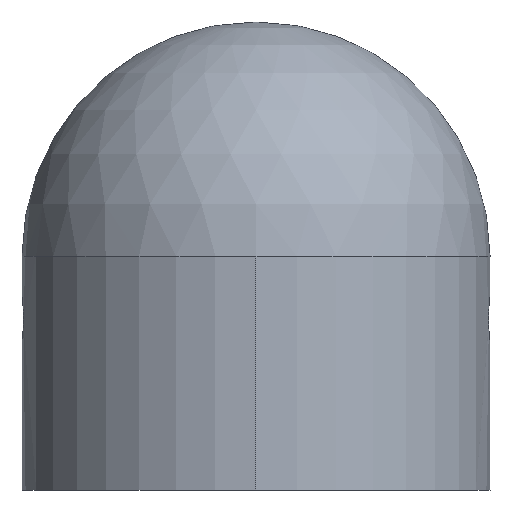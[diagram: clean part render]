
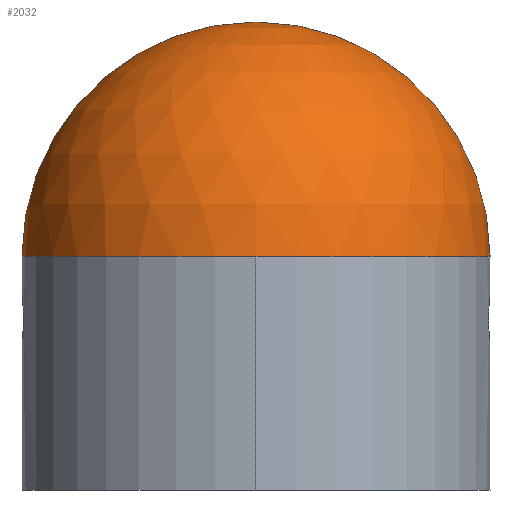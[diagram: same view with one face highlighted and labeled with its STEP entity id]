
A CAD part, left-side view. The second image highlights one B-rep face of the part: STEP entity #2032.
In plain terms, the highlighted spherical face has radius 15 mm.
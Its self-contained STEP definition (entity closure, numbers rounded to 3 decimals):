
#614=CARTESIAN_POINT('',(0.,-0.,30.));
#615=VERTEX_POINT('',#614);
#623=CARTESIAN_POINT('',(0.,15.,15.));
#624=VERTEX_POINT('',#623);
#632=CARTESIAN_POINT('',(0.,0.,15.));
#633=DIRECTION('',(-1.,0.,0.));
#634=DIRECTION('',(0.,0.,1.));
#635=AXIS2_PLACEMENT_3D('',#632,#633,#634);
#636=CIRCLE('',#635,15.);
#637=EDGE_CURVE('',#615,#624,#636,.T.);
#1781=CARTESIAN_POINT('',(-15.,-0.,15.));
#1782=VERTEX_POINT('',#1781);
#1789=CARTESIAN_POINT('',(0.,0.,15.));
#1790=DIRECTION('',(0.,0.,-1.));
#1791=DIRECTION('',(-1.,0.,0.));
#1792=AXIS2_PLACEMENT_3D('',#1789,#1790,#1791);
#1793=CIRCLE('',#1792,15.);
#1794=EDGE_CURVE('',#1782,#624,#1793,.T.);
#2007=CARTESIAN_POINT('',(0.,0.,15.));
#2008=DIRECTION('',(0.,0.,1.));
#2009=DIRECTION('',(1.,0.,-0.));
#2010=AXIS2_PLACEMENT_3D('',#2007,#2008,#2009);
#2011=SPHERICAL_SURFACE('',#2010,15.);
#2012=CARTESIAN_POINT('',(0.,-15.,15.));
#2013=VERTEX_POINT('',#2012);
#2014=CARTESIAN_POINT('',(0.,0.,15.));
#2015=DIRECTION('',(-1.,0.,0.));
#2016=DIRECTION('',(0.,0.,1.));
#2017=AXIS2_PLACEMENT_3D('',#2014,#2015,#2016);
#2018=CIRCLE('',#2017,15.);
#2019=EDGE_CURVE('',#2013,#615,#2018,.T.);
#2020=ORIENTED_EDGE('',*,*,#2019,.T.);
#2021=ORIENTED_EDGE('',*,*,#637,.T.);
#2022=ORIENTED_EDGE('',*,*,#1794,.F.);
#2023=CARTESIAN_POINT('',(0.,0.,15.));
#2024=DIRECTION('',(0.,0.,-1.));
#2025=DIRECTION('',(-1.,0.,0.));
#2026=AXIS2_PLACEMENT_3D('',#2023,#2024,#2025);
#2027=CIRCLE('',#2026,15.);
#2028=EDGE_CURVE('',#2013,#1782,#2027,.T.);
#2029=ORIENTED_EDGE('',*,*,#2028,.F.);
#2030=EDGE_LOOP('',(#2020,#2021,#2022,#2029));
#2031=FACE_BOUND('',#2030,.T.);
#2032=ADVANCED_FACE('',(#2031),#2011,.T.);
